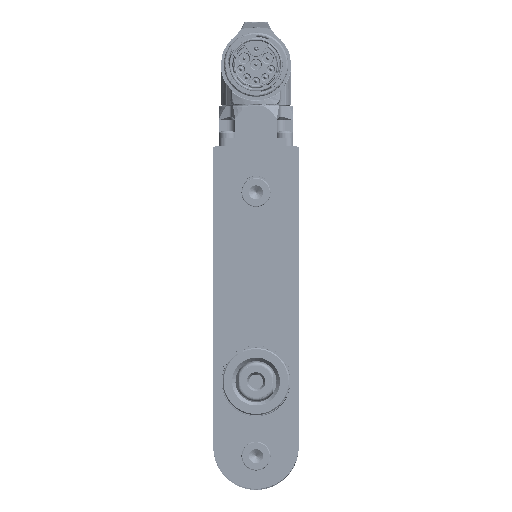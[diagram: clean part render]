
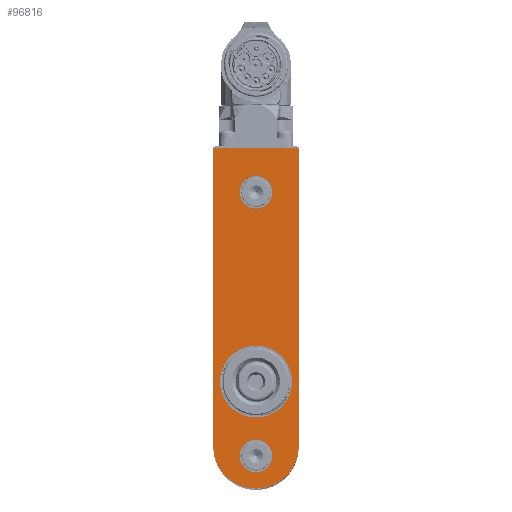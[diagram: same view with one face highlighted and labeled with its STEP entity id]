
A CAD part, top view. The second image highlights one B-rep face of the part: STEP entity #96816.
In plain terms, the highlighted face is planar.
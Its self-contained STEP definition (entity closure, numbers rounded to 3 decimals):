
#956 = CARTESIAN_POINT ( 'NONE',  ( 0., 68.25, 0. ) ) ;
#1081 = DIRECTION ( 'NONE',  ( -1., 0., 0. ) ) ;
#2112 = AXIS2_PLACEMENT_3D ( 'NONE', #74595, #65879, #115256 ) ;
#2725 = DIRECTION ( 'NONE',  ( -1., 0., 0. ) ) ;
#3655 = EDGE_CURVE ( 'NONE', #99425, #34035, #20847, .T. ) ;
#3658 = CARTESIAN_POINT ( 'NONE',  ( 0., 90., 0. ) ) ;
#8427 = CARTESIAN_POINT ( 'NONE',  ( -12.5, 0., 0. ) ) ;
#11085 = DIRECTION ( 'NONE',  ( 0., 0., -1. ) ) ;
#12288 = ORIENTED_EDGE ( 'NONE', *, *, #69035, .F. ) ;
#14562 = ORIENTED_EDGE ( 'NONE', *, *, #124474, .F. ) ;
#14588 = EDGE_LOOP ( 'NONE', ( #72501 ) ) ;
#18382 = AXIS2_PLACEMENT_3D ( 'NONE', #108683, #76718, #57245 ) ;
#18406 = AXIS2_PLACEMENT_3D ( 'NONE', #102791, #11085, #1081 ) ;
#20847 = CIRCLE ( 'NONE', #95660, 0.5 ) ;
#20864 = DIRECTION ( 'NONE',  ( 1., 0., 0. ) ) ;
#25035 = VERTEX_POINT ( 'NONE', #45183 ) ;
#26442 = AXIS2_PLACEMENT_3D ( 'NONE', #3658, #66665, #46535 ) ;
#29174 = FACE_BOUND ( 'NONE', #14588, .T. ) ;
#32696 = EDGE_CURVE ( 'NONE', #128702, #87881, #100400, .T. ) ;
#33502 = DIRECTION ( 'NONE',  ( 0., 0., -1. ) ) ;
#34035 = VERTEX_POINT ( 'NONE', #52605 ) ;
#34862 = EDGE_LOOP ( 'NONE', ( #48229 ) ) ;
#37436 = LINE ( 'NONE', #38118, #125886 ) ;
#38118 = CARTESIAN_POINT ( 'NONE',  ( 12.5, 0., 0. ) ) ;
#39143 = VERTEX_POINT ( 'NONE', #88046 ) ;
#42454 = ORIENTED_EDGE ( 'NONE', *, *, #126032, .F. ) ;
#44067 = DIRECTION ( 'NONE',  ( 0., 0., 1. ) ) ;
#44733 = DIRECTION ( 'NONE',  ( -1., 0., 0. ) ) ;
#45183 = CARTESIAN_POINT ( 'NONE',  ( -4.75, 90., 0. ) ) ;
#46535 = DIRECTION ( 'NONE',  ( -1., 0., 0. ) ) ;
#47834 = CARTESIAN_POINT ( 'NONE',  ( 12., 0., 0. ) ) ;
#48229 = ORIENTED_EDGE ( 'NONE', *, *, #89065, .F. ) ;
#50770 = EDGE_CURVE ( 'NONE', #61144, #34035, #120188, .T. ) ;
#52605 = CARTESIAN_POINT ( 'NONE',  ( -12.5, 0.5, 0. ) ) ;
#52682 = CIRCLE ( 'NONE', #18382, 4.75 ) ;
#57245 = DIRECTION ( 'NONE',  ( -1., 0., 0. ) ) ;
#58154 = EDGE_CURVE ( 'NONE', #71719, #61144, #125235, .T. ) ;
#61144 = VERTEX_POINT ( 'NONE', #111157 ) ;
#62071 = FACE_OUTER_BOUND ( 'NONE', #132386, .T. ) ;
#62138 = CIRCLE ( 'NONE', #81335, 10.5 ) ;
#65879 = DIRECTION ( 'NONE',  ( 0., 0., -1. ) ) ;
#66665 = DIRECTION ( 'NONE',  ( 0., 0., -1. ) ) ;
#69035 = EDGE_CURVE ( 'NONE', #128702, #71719, #37436, .T. ) ;
#69399 = ORIENTED_EDGE ( 'NONE', *, *, #3655, .T. ) ;
#71719 = VERTEX_POINT ( 'NONE', #86174 ) ;
#72501 = ORIENTED_EDGE ( 'NONE', *, *, #129716, .F. ) ;
#74021 = VERTEX_POINT ( 'NONE', #122786 ) ;
#74595 = CARTESIAN_POINT ( 'NONE',  ( 12., 0.5, 0. ) ) ;
#75566 = CARTESIAN_POINT ( 'NONE',  ( 0., 87., 0. ) ) ;
#75777 = CARTESIAN_POINT ( 'NONE',  ( -12., 0.5, 0. ) ) ;
#76718 = DIRECTION ( 'NONE',  ( 0., 0., -1. ) ) ;
#80179 = PLANE ( 'NONE',  #18406 ) ;
#81335 = AXIS2_PLACEMENT_3D ( 'NONE', #956, #93954, #115310 ) ;
#84201 = CIRCLE ( 'NONE', #26442, 4.75 ) ;
#86174 = CARTESIAN_POINT ( 'NONE',  ( 12.5, 87., 0. ) ) ;
#87881 = VERTEX_POINT ( 'NONE', #47834 ) ;
#88046 = CARTESIAN_POINT ( 'NONE',  ( -4.75, 13., 0. ) ) ;
#89065 = EDGE_CURVE ( 'NONE', #39143, #39143, #52682, .T. ) ;
#90151 = DIRECTION ( 'NONE',  ( 0., -1., 0. ) ) ;
#93954 = DIRECTION ( 'NONE',  ( 0., 0., -1. ) ) ;
#95660 = AXIS2_PLACEMENT_3D ( 'NONE', #75777, #33502, #2725 ) ;
#96816 = ADVANCED_FACE ( 'NONE', ( #120863, #112805, #29174, #62071 ), #80179, .T. ) ;
#99425 = VERTEX_POINT ( 'NONE', #128382 ) ;
#100400 = CIRCLE ( 'NONE', #2112, 0.5 ) ;
#102791 = CARTESIAN_POINT ( 'NONE',  ( 0., 87., 0. ) ) ;
#103974 = AXIS2_PLACEMENT_3D ( 'NONE', #75566, #44067, #44733 ) ;
#107247 = VECTOR ( 'NONE', #90151, 1000. ) ;
#108683 = CARTESIAN_POINT ( 'NONE',  ( 0., 13., 0. ) ) ;
#111157 = CARTESIAN_POINT ( 'NONE',  ( -12.5, 87., 0. ) ) ;
#112805 = FACE_BOUND ( 'NONE', #34862, .T. ) ;
#115256 = DIRECTION ( 'NONE',  ( -1., 0., 0. ) ) ;
#115310 = DIRECTION ( 'NONE',  ( -1., 0., 0. ) ) ;
#115601 = VECTOR ( 'NONE', #20864, 1000. ) ;
#118708 = ORIENTED_EDGE ( 'NONE', *, *, #58154, .F. ) ;
#119072 = DIRECTION ( 'NONE',  ( 0., 1., 0. ) ) ;
#119795 = EDGE_LOOP ( 'NONE', ( #14562 ) ) ;
#119950 = LINE ( 'NONE', #130659, #115601 ) ;
#120116 = ORIENTED_EDGE ( 'NONE', *, *, #32696, .T. ) ;
#120188 = LINE ( 'NONE', #8427, #107247 ) ;
#120863 = FACE_BOUND ( 'NONE', #119795, .T. ) ;
#121413 = ORIENTED_EDGE ( 'NONE', *, *, #50770, .F. ) ;
#122786 = CARTESIAN_POINT ( 'NONE',  ( -10.5, 68.25, 0. ) ) ;
#124474 = EDGE_CURVE ( 'NONE', #74021, #74021, #62138, .T. ) ;
#125235 = CIRCLE ( 'NONE', #103974, 12.5 ) ;
#125886 = VECTOR ( 'NONE', #119072, 1000. ) ;
#126032 = EDGE_CURVE ( 'NONE', #99425, #87881, #119950, .T. ) ;
#128222 = CARTESIAN_POINT ( 'NONE',  ( 12.5, 0.5, 0. ) ) ;
#128382 = CARTESIAN_POINT ( 'NONE',  ( -12., 0., 0. ) ) ;
#128702 = VERTEX_POINT ( 'NONE', #128222 ) ;
#129716 = EDGE_CURVE ( 'NONE', #25035, #25035, #84201, .T. ) ;
#130659 = CARTESIAN_POINT ( 'NONE',  ( -12.5, 0., 0. ) ) ;
#132386 = EDGE_LOOP ( 'NONE', ( #12288, #120116, #42454, #69399, #121413, #118708 ) ) ;
